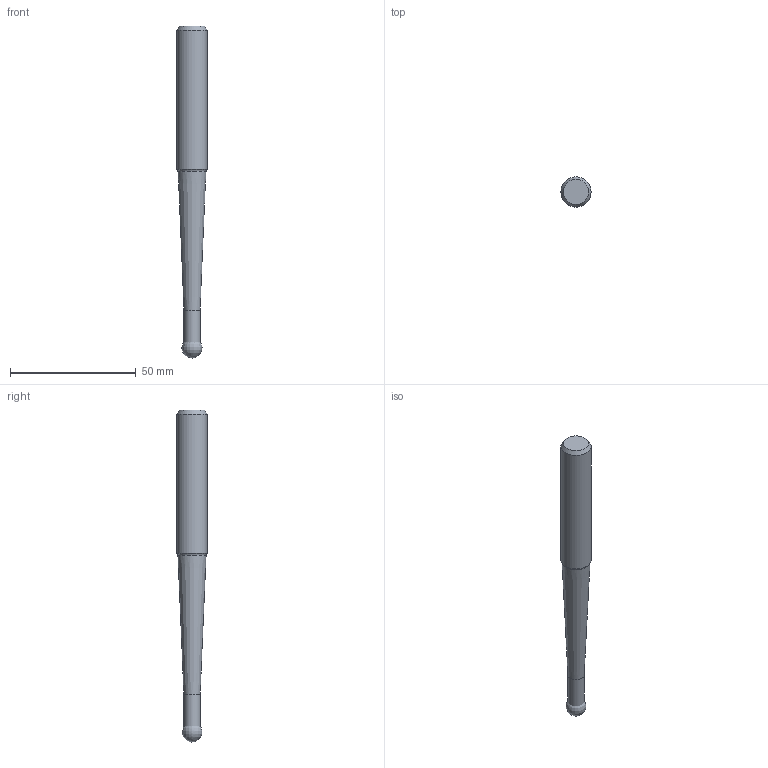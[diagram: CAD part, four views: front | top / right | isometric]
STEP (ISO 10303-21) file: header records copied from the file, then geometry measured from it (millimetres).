
FILE_DESCRIPTION(/* description */ (''),/* implementation_level */ '2;1');
FILE_NAME(/* name */ '1590151879017.stp',/* time_stamp */ '2020-05-22T18:21:45+06:00',/* author */ (''),/* organization */ ('SMS'),/* preprocessor_version */ 'ST-DEVELOPER v16.7',/* originating_system */ 'SIEMENS PLM Software NX 12.0',/* authorisation */ '');
FILE_SCHEMA (('AUTOMOTIVE_DESIGN { 1 0 10303 214 3 1 1 1 }'));
Length unit declared in the file: millimetre
Products named in the file (4): ASSEMBLY_CONSTRUCTION; 202447643mod000_00; 202449712mod000_00; 202449713mod000_00
Assembly tree (3 placements, depth 2):
  202449713mod000_00
    202449712mod000_00
    202447643mod000_00
    ASSEMBLY_CONSTRUCTION
Bounding box: 12 x 12 x 132 mm (x, y, z)
Volume: 10755.9 mm3; surface area: 4361.6 mm2
Topology: 2 solids, 2 shells, 11 faces, 21 edges, 22 vertices
Faces by surface type: plane 3, cylinder 2, torus 2, cone 2, sphere 1, revolution 1
Full cylindrical faces by diameter (mm): 6.45 x1, 11.998 x1
Entity records: 469 total; most frequent: CARTESIAN_POINT 86, DIRECTION 63, AXIS2_PLACEMENT_3D 31, STYLED_ITEM 20, PRESENTATION_STYLE_ASSIGNMENT 20, EDGE_LOOP 18, ORIENTED_EDGE 18, FACE_BOUND 16
